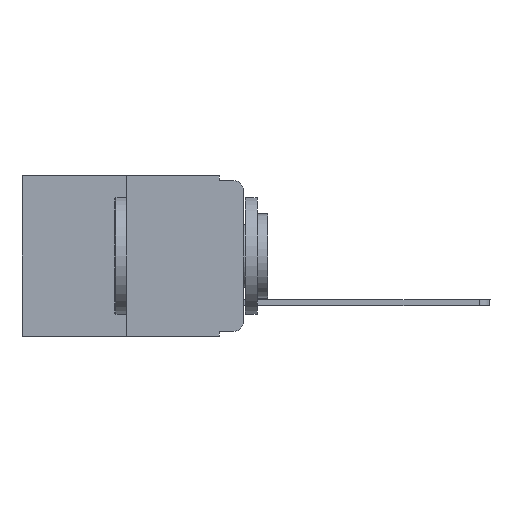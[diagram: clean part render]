
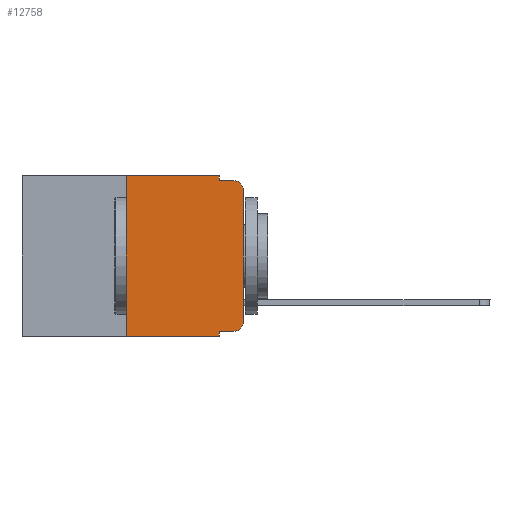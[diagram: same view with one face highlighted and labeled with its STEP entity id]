
A CAD part, left-side view. The second image highlights one B-rep face of the part: STEP entity #12758.
In plain terms, the highlighted planar face has unit normal (-1, 0, 0).
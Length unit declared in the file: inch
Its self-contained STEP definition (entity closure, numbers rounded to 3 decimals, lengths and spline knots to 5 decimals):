
#484 = AXIS2_PLACEMENT_3D ( 'NONE', #22222, #18151, #1362 ) ;
#627 = CARTESIAN_POINT ( 'NONE',  ( 0., 0., -0.03 ) ) ;
#630 = EDGE_CURVE ( 'NONE', #15908, #7442, #20941, .T. ) ;
#668 = EDGE_CURVE ( 'NONE', #1408, #9263, #19446, .T. ) ;
#1057 = DIRECTION ( 'NONE',  ( 0., 0., -1. ) ) ;
#1080 = VECTOR ( 'NONE', #1057, 39.37008 ) ;
#1339 = CARTESIAN_POINT ( 'NONE',  ( 0., 0.02, -0.333 ) ) ;
#1362 = DIRECTION ( 'NONE',  ( 0., 0., -1. ) ) ;
#1408 = VERTEX_POINT ( 'NONE', #1339 ) ;
#2910 = LINE ( 'NONE', #13760, #17409 ) ;
#3177 = LINE ( 'NONE', #23540, #20064 ) ;
#3606 = ORIENTED_EDGE ( 'NONE', *, *, #668, .T. ) ;
#4020 = VERTEX_POINT ( 'NONE', #11373 ) ;
#4715 = VERTEX_POINT ( 'NONE', #21585 ) ;
#4883 = LINE ( 'NONE', #14660, #23274 ) ;
#5128 = LINE ( 'NONE', #9858, #17035 ) ;
#5278 = DIRECTION ( 'NONE',  ( 0., 0., 1. ) ) ;
#5290 = ORIENTED_EDGE ( 'NONE', *, *, #5715, .F. ) ;
#5557 = ORIENTED_EDGE ( 'NONE', *, *, #19718, .F. ) ;
#5715 = EDGE_CURVE ( 'NONE', #20779, #4715, #5128, .T. ) ;
#5768 = ORIENTED_EDGE ( 'NONE', *, *, #20372, .F. ) ;
#5778 = DIRECTION ( 'NONE',  ( 0., -1., 0. ) ) ;
#5846 = VERTEX_POINT ( 'NONE', #14948 ) ;
#6022 = DIRECTION ( 'NONE',  ( 0., 0., -1. ) ) ;
#6069 = ORIENTED_EDGE ( 'NONE', *, *, #10393, .T. ) ;
#6079 = LINE ( 'NONE', #8658, #1080 ) ;
#6960 = CARTESIAN_POINT ( 'NONE',  ( 0., 0., -0.313 ) ) ;
#7442 = VERTEX_POINT ( 'NONE', #11720 ) ;
#7538 = ORIENTED_EDGE ( 'NONE', *, *, #630, .T. ) ;
#8413 = DIRECTION ( 'NONE',  ( 0., -1., 0. ) ) ;
#8658 = CARTESIAN_POINT ( 'NONE',  ( 0., 0.051, 0. ) ) ;
#9193 = CARTESIAN_POINT ( 'NONE',  ( 0., 0.051, 0. ) ) ;
#9198 = DIRECTION ( 'NONE',  ( 0., 0., -1. ) ) ;
#9263 = VERTEX_POINT ( 'NONE', #6960 ) ;
#9368 = LINE ( 'NONE', #13962, #18847 ) ;
#9530 = VECTOR ( 'NONE', #5778, 39.37008 ) ;
#9719 = LINE ( 'NONE', #15914, #19202 ) ;
#9858 = CARTESIAN_POINT ( 'NONE',  ( 0., 0.051, 0. ) ) ;
#10041 = ORIENTED_EDGE ( 'NONE', *, *, #18496, .T. ) ;
#10393 = EDGE_CURVE ( 'NONE', #5846, #1408, #2910, .T. ) ;
#10817 = CARTESIAN_POINT ( 'NONE',  ( 0., 0.473, 0. ) ) ;
#11373 = CARTESIAN_POINT ( 'NONE',  ( 0., 0.25, -0.343 ) ) ;
#11654 = ORIENTED_EDGE ( 'NONE', *, *, #19789, .F. ) ;
#11720 = CARTESIAN_POINT ( 'NONE',  ( 0., 0.02, -0.01 ) ) ;
#11945 = DIRECTION ( 'NONE',  ( 0., -1., 0. ) ) ;
#12072 = AXIS2_PLACEMENT_3D ( 'NONE', #10817, #23148, #9198 ) ;
#12172 = ORIENTED_EDGE ( 'NONE', *, *, #12407, .T. ) ;
#12200 = DIRECTION ( 'NONE',  ( 0., -1., 0. ) ) ;
#12407 = EDGE_CURVE ( 'NONE', #9263, #15908, #4883, .T. ) ;
#12758 = ADVANCED_FACE ( 'NONE', ( #23869 ), #21907, .F. ) ;
#13439 = VERTEX_POINT ( 'NONE', #18377 ) ;
#13461 = VERTEX_POINT ( 'NONE', #16315 ) ;
#13760 = CARTESIAN_POINT ( 'NONE',  ( 0., 0.051, -0.333 ) ) ;
#13773 = EDGE_LOOP ( 'NONE', ( #12172, #7538, #21666, #5290, #5768, #5557, #10041, #11654, #6069, #3606 ) ) ;
#13962 = CARTESIAN_POINT ( 'NONE',  ( 0., 0.25, 0. ) ) ;
#14496 = DIRECTION ( 'NONE',  ( 0., 0., -1. ) ) ;
#14660 = CARTESIAN_POINT ( 'NONE',  ( 0., 0., 0. ) ) ;
#14948 = CARTESIAN_POINT ( 'NONE',  ( 0., 0.051, -0.333 ) ) ;
#15709 = AXIS2_PLACEMENT_3D ( 'NONE', #16585, #22051, #14496 ) ;
#15746 = LINE ( 'NONE', #22816, #9530 ) ;
#15908 = VERTEX_POINT ( 'NONE', #627 ) ;
#15914 = CARTESIAN_POINT ( 'NONE',  ( 0., 0.473, -0.343 ) ) ;
#16111 = DIRECTION ( 'NONE',  ( 0., 0., 1. ) ) ;
#16315 = CARTESIAN_POINT ( 'NONE',  ( 0., 0.25, 0. ) ) ;
#16585 = CARTESIAN_POINT ( 'NONE',  ( 0., 0.02, -0.313 ) ) ;
#17035 = VECTOR ( 'NONE', #6022, 39.37008 ) ;
#17409 = VECTOR ( 'NONE', #12200, 39.37008 ) ;
#18151 = DIRECTION ( 'NONE',  ( -1., 0., 0. ) ) ;
#18377 = CARTESIAN_POINT ( 'NONE',  ( 0., 0.051, -0.343 ) ) ;
#18496 = EDGE_CURVE ( 'NONE', #4020, #13439, #9719, .T. ) ;
#18847 = VECTOR ( 'NONE', #16111, 39.37008 ) ;
#19194 = EDGE_CURVE ( 'NONE', #4715, #7442, #3177, .T. ) ;
#19202 = VECTOR ( 'NONE', #11945, 39.37008 ) ;
#19446 = CIRCLE ( 'NONE', #15709, 0.02 ) ;
#19718 = EDGE_CURVE ( 'NONE', #4020, #13461, #9368, .T. ) ;
#19789 = EDGE_CURVE ( 'NONE', #5846, #13439, #6079, .T. ) ;
#20064 = VECTOR ( 'NONE', #8413, 39.37008 ) ;
#20372 = EDGE_CURVE ( 'NONE', #13461, #20779, #15746, .T. ) ;
#20779 = VERTEX_POINT ( 'NONE', #9193 ) ;
#20941 = CIRCLE ( 'NONE', #484, 0.02 ) ;
#21585 = CARTESIAN_POINT ( 'NONE',  ( 0., 0.051, -0.01 ) ) ;
#21666 = ORIENTED_EDGE ( 'NONE', *, *, #19194, .F. ) ;
#21907 = PLANE ( 'NONE',  #12072 ) ;
#22051 = DIRECTION ( 'NONE',  ( -1., 0., 0. ) ) ;
#22222 = CARTESIAN_POINT ( 'NONE',  ( 0., 0.02, -0.03 ) ) ;
#22816 = CARTESIAN_POINT ( 'NONE',  ( 0., 0.473, 0. ) ) ;
#23148 = DIRECTION ( 'NONE',  ( 1., 0., 0. ) ) ;
#23274 = VECTOR ( 'NONE', #5278, 39.37008 ) ;
#23540 = CARTESIAN_POINT ( 'NONE',  ( 0., 0.051, -0.01 ) ) ;
#23869 = FACE_OUTER_BOUND ( 'NONE', #13773, .T. ) ;
